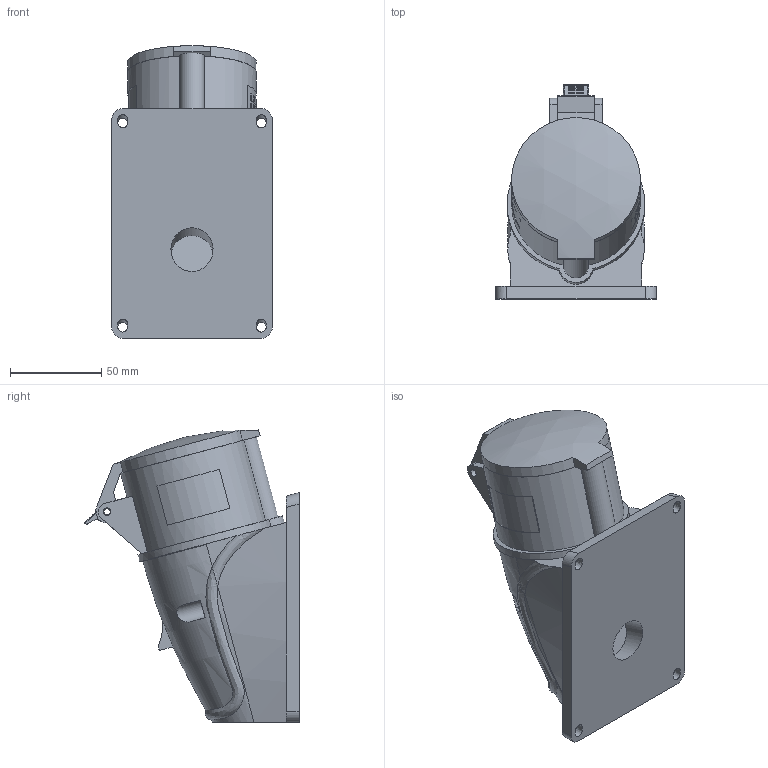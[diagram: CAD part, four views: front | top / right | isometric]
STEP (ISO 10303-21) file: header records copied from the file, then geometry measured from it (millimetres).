
FILE_DESCRIPTION (( 'STEP AP203' ), '1' );
FILE_NAME ('PSN12-032-5 Ðîçåòêà ñòàöèîíàðíàÿ ÑÑÈ-125 32À-6÷_200_346-240_415Â 3Ð+ÐÅ+N IP44 MAGNUM ÈÝÊ.STEP', '2016-11-09T07:04:19', ( '' ), ( '' ), 'SwSTEP 2.0', 'SolidWorks 2014', '' );
FILE_SCHEMA (( 'CONFIG_CONTROL_DESIGN' ));
Length unit declared in the file: millimetre
Products named in the file (1): PSN12-032-5 Ðîçåòêà ñòàöèîíàðíàÿ ÑÑÈ-125 32À-6÷_200_346-240_415Â 3Ð+ÐÅ+N IP44 MAGNUM ÈÝÊ
Bounding box: 88 x 117.53 x 160.31 mm (x, y, z)
Volume: 339200.2 mm3; surface area: 140323.3 mm2
Topology: 2 solids, 2 shells, 492 faces, 1304 edges, 860 vertices
Faces by surface type: plane 307, cylinder 116, bspline 40, cone 11, torus 9, sphere 9
Full cylindrical faces by diameter (mm): 3.4 x1, 4.2 x2, 5 x1, 5.7 x1, 6 x5, 7 x4, 9 x4, 9.15 x1, 10.6 x1, 11.8 x4, 13.4 x1, 23.1 x1, 25 x1, 27.1 x1, 32 x1, 55.2 x1, 56.3 x1, 61.6 x1, 65.4 x1
Entity records: 21185 total; most frequent: CARTESIAN_POINT 9503, ORIENTED_EDGE 2454, DIRECTION 2188, EDGE_CURVE 1227, VERTEX_POINT 838, VECTOR 736, LINE 736, AXIS2_PLACEMENT_3D 726
